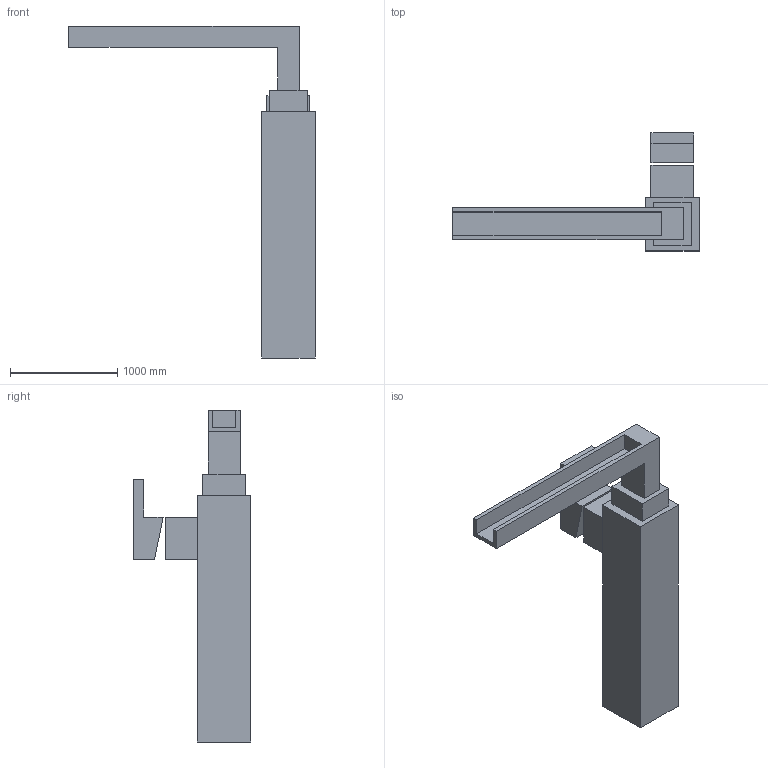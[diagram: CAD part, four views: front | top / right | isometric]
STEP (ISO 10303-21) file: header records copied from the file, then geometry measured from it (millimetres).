
FILE_DESCRIPTION (('STEP'), '1');
FILE_NAME ('Wasserhahn_Modell_gross.stp', '2024-02-20T10:58:42', ('Unknown'), ('Unknown'), 'HarmonyWare STEP v2.1.9', 'Vectorworks', '');
FILE_SCHEMA (('CONFIG_CONTROL_DESIGN'));
Length unit declared in the file: millimetre
Bounding box: 2300 x 1100 x 3100 mm (x, y, z)
Volume: 787760000 mm3; surface area: 10111168.6 mm2
Topology: 2 solids, 2 shells, 35 faces, 84 edges, 56 vertices
Faces by surface type: bspline 35
Entity records: 1001 total; most frequent: CARTESIAN_POINT 366, ORIENTED_EDGE 168, B_SPLINE_CURVE_WITH_KNOTS 84, EDGE_CURVE 84, VERTEX_POINT 56, EDGE_LOOP 38, FACE_OUTER_BOUND 35, B_SPLINE_SURFACE_WITH_KNOTS 35
